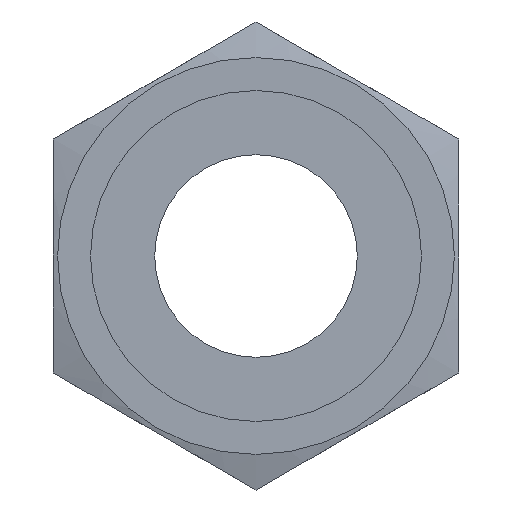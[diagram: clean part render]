
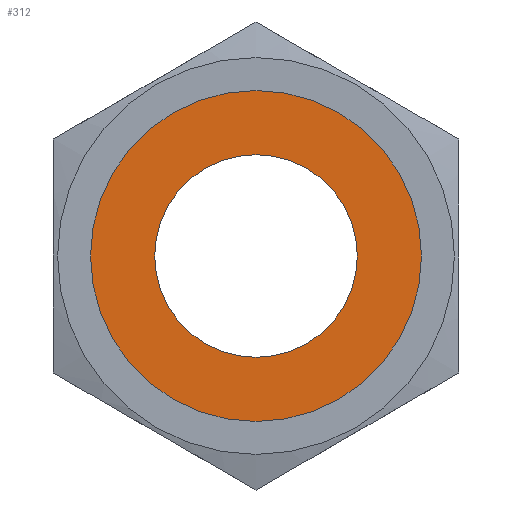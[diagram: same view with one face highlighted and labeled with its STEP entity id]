
A CAD part, front view. The second image highlights one B-rep face of the part: STEP entity #312.
In plain terms, the highlighted planar face has unit normal (0, -1, 0).
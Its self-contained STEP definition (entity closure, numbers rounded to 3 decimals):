
#32=FACE_BOUND('',#71,.T.);
#36=PLANE('',#364);
#51=FACE_OUTER_BOUND('',#70,.T.);
#70=EDGE_LOOP('',(#240,#241));
#71=EDGE_LOOP('',(#242,#243));
#119=CIRCLE('',#357,6.);
#120=CIRCLE('',#358,6.);
#123=CIRCLE('',#362,9.8);
#124=CIRCLE('',#363,9.8);
#140=VERTEX_POINT('',#501);
#141=VERTEX_POINT('',#503);
#144=VERTEX_POINT('',#511);
#145=VERTEX_POINT('',#513);
#176=EDGE_CURVE('',#141,#140,#119,.T.);
#177=EDGE_CURVE('',#140,#141,#120,.T.);
#181=EDGE_CURVE('',#145,#144,#123,.T.);
#182=EDGE_CURVE('',#144,#145,#124,.T.);
#240=ORIENTED_EDGE('',*,*,#181,.T.);
#241=ORIENTED_EDGE('',*,*,#182,.T.);
#242=ORIENTED_EDGE('',*,*,#176,.T.);
#243=ORIENTED_EDGE('',*,*,#177,.T.);
#312=ADVANCED_FACE('',(#51,#32),#36,.T.);
#357=AXIS2_PLACEMENT_3D('',#504,#415,#416);
#358=AXIS2_PLACEMENT_3D('',#505,#417,#418);
#362=AXIS2_PLACEMENT_3D('',#514,#426,#427);
#363=AXIS2_PLACEMENT_3D('',#515,#428,#429);
#364=AXIS2_PLACEMENT_3D('',#516,#430,#431);
#415=DIRECTION('center_axis',(0.,1.,0.));
#416=DIRECTION('ref_axis',(1.,0.,0.));
#417=DIRECTION('center_axis',(0.,1.,0.));
#418=DIRECTION('ref_axis',(1.,0.,0.));
#426=DIRECTION('center_axis',(0.,-1.,0.));
#427=DIRECTION('ref_axis',(1.,0.,0.));
#428=DIRECTION('center_axis',(0.,-1.,0.));
#429=DIRECTION('ref_axis',(1.,0.,0.));
#430=DIRECTION('center_axis',(0.,-1.,0.));
#431=DIRECTION('ref_axis',(1.,0.,0.));
#501=CARTESIAN_POINT('',(0.,18.,-6.));
#503=CARTESIAN_POINT('',(0.,18.,6.));
#504=CARTESIAN_POINT('Origin',(0.,18.,0.));
#505=CARTESIAN_POINT('Origin',(0.,18.,0.));
#511=CARTESIAN_POINT('',(-9.8,18.,0.));
#513=CARTESIAN_POINT('',(9.8,18.,0.));
#514=CARTESIAN_POINT('Origin',(0.,18.,0.));
#515=CARTESIAN_POINT('Origin',(0.,18.,0.));
#516=CARTESIAN_POINT('Origin',(0.,18.,0.));
